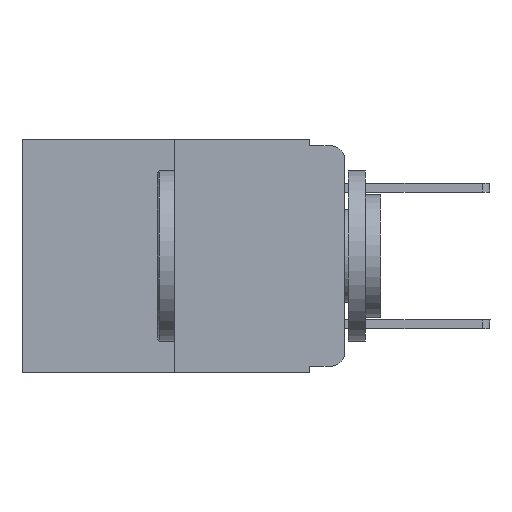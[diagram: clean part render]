
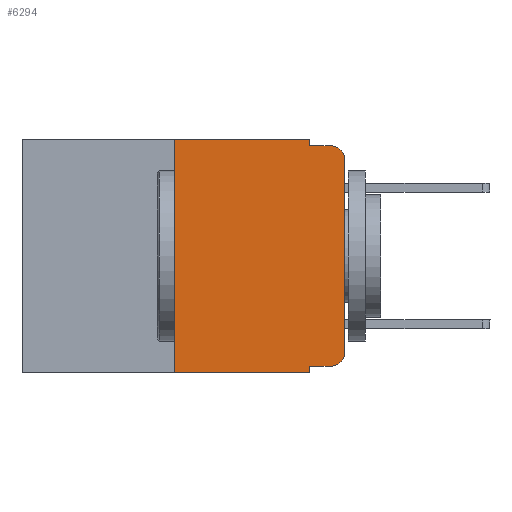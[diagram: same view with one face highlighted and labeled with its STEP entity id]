
A CAD part, left-side view. The second image highlights one B-rep face of the part: STEP entity #6294.
In plain terms, the highlighted planar face has unit normal (-1, 0, 0).
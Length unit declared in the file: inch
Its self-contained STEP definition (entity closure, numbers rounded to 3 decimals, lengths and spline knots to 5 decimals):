
#334 = CARTESIAN_POINT ( 'NONE',  ( 0., 0.02, -0.01 ) ) ;
#393 = LINE ( 'NONE', #7089, #3824 ) ;
#457 = DIRECTION ( 'NONE',  ( 0., -1., 0. ) ) ;
#618 = PLANE ( 'NONE',  #9514 ) ;
#721 = ORIENTED_EDGE ( 'NONE', *, *, #9407, .T. ) ;
#785 = ORIENTED_EDGE ( 'NONE', *, *, #2169, .T. ) ;
#831 = ORIENTED_EDGE ( 'NONE', *, *, #8962, .F. ) ;
#957 = VERTEX_POINT ( 'NONE', #6648 ) ;
#1038 = VERTEX_POINT ( 'NONE', #334 ) ;
#1225 = CIRCLE ( 'NONE', #9792, 0.02 ) ;
#1442 = LINE ( 'NONE', #7157, #3387 ) ;
#1746 = VERTEX_POINT ( 'NONE', #4872 ) ;
#1875 = EDGE_CURVE ( 'NONE', #3768, #4780, #10252, .T. ) ;
#1921 = VECTOR ( 'NONE', #4593, 39.37008 ) ;
#2169 = EDGE_CURVE ( 'NONE', #3768, #10410, #3384, .T. ) ;
#2190 = CARTESIAN_POINT ( 'NONE',  ( 0., 0.051, -0.01 ) ) ;
#2377 = VECTOR ( 'NONE', #2753, 39.37008 ) ;
#2473 = EDGE_LOOP ( 'NONE', ( #721, #2583, #7509, #3314, #831, #4896, #785, #5184, #2821, #6801 ) ) ;
#2583 = ORIENTED_EDGE ( 'NONE', *, *, #10384, .T. ) ;
#2753 = DIRECTION ( 'NONE',  ( 0., 0., 1. ) ) ;
#2821 = ORIENTED_EDGE ( 'NONE', *, *, #7388, .T. ) ;
#2841 = CARTESIAN_POINT ( 'NONE',  ( 0., 0.25, -0.343 ) ) ;
#2915 = DIRECTION ( 'NONE',  ( 0., 0., -1. ) ) ;
#2942 = CARTESIAN_POINT ( 'NONE',  ( 0., 0., -0.03 ) ) ;
#3215 = CIRCLE ( 'NONE', #7765, 0.02 ) ;
#3241 = LINE ( 'NONE', #5637, #8299 ) ;
#3291 = DIRECTION ( 'NONE',  ( 0., 0., 1. ) ) ;
#3314 = ORIENTED_EDGE ( 'NONE', *, *, #4628, .F. ) ;
#3346 = CARTESIAN_POINT ( 'NONE',  ( 0., 0.051, -0.343 ) ) ;
#3384 = LINE ( 'NONE', #10006, #7283 ) ;
#3387 = VECTOR ( 'NONE', #5557, 39.37008 ) ;
#3506 = DIRECTION ( 'NONE',  ( 0., 0., -1. ) ) ;
#3768 = VERTEX_POINT ( 'NONE', #2841 ) ;
#3824 = VECTOR ( 'NONE', #6260, 39.37008 ) ;
#4177 = VECTOR ( 'NONE', #457, 39.37008 ) ;
#4231 = CARTESIAN_POINT ( 'NONE',  ( 0., 0.02, -0.313 ) ) ;
#4354 = EDGE_CURVE ( 'NONE', #10530, #9277, #1225, .T. ) ;
#4593 = DIRECTION ( 'NONE',  ( 0., -1., 0. ) ) ;
#4628 = EDGE_CURVE ( 'NONE', #1746, #957, #10511, .T. ) ;
#4654 = FACE_OUTER_BOUND ( 'NONE', #2473, .T. ) ;
#4672 = EDGE_CURVE ( 'NONE', #957, #1038, #6308, .T. ) ;
#4780 = VERTEX_POINT ( 'NONE', #9087 ) ;
#4872 = CARTESIAN_POINT ( 'NONE',  ( 0., 0.051, 0. ) ) ;
#4896 = ORIENTED_EDGE ( 'NONE', *, *, #1875, .F. ) ;
#5184 = ORIENTED_EDGE ( 'NONE', *, *, #7495, .F. ) ;
#5557 = DIRECTION ( 'NONE',  ( 0., -1., 0. ) ) ;
#5637 = CARTESIAN_POINT ( 'NONE',  ( 0., 0., 0. ) ) ;
#5683 = VERTEX_POINT ( 'NONE', #6436 ) ;
#5711 = CARTESIAN_POINT ( 'NONE',  ( 0., 0.473, 0. ) ) ;
#6260 = DIRECTION ( 'NONE',  ( 0., 0., -1. ) ) ;
#6294 = ADVANCED_FACE ( 'NONE', ( #4654 ), #618, .F. ) ;
#6308 = LINE ( 'NONE', #2190, #1921 ) ;
#6362 = DIRECTION ( 'NONE',  ( 1., 0., 0. ) ) ;
#6436 = CARTESIAN_POINT ( 'NONE',  ( 0., 0.051, -0.333 ) ) ;
#6648 = CARTESIAN_POINT ( 'NONE',  ( 0., 0.051, -0.01 ) ) ;
#6767 = DIRECTION ( 'NONE',  ( -1., 0., 0. ) ) ;
#6801 = ORIENTED_EDGE ( 'NONE', *, *, #4354, .T. ) ;
#6936 = CARTESIAN_POINT ( 'NONE',  ( 0., 0., -0.313 ) ) ;
#6972 = CARTESIAN_POINT ( 'NONE',  ( 0., 0.25, 0. ) ) ;
#7089 = CARTESIAN_POINT ( 'NONE',  ( 0., 0.051, 0. ) ) ;
#7141 = CARTESIAN_POINT ( 'NONE',  ( 0., 0.051, 0. ) ) ;
#7157 = CARTESIAN_POINT ( 'NONE',  ( 0., 0.473, 0. ) ) ;
#7283 = VECTOR ( 'NONE', #9239, 39.37008 ) ;
#7388 = EDGE_CURVE ( 'NONE', #5683, #10530, #10412, .T. ) ;
#7420 = DIRECTION ( 'NONE',  ( 0., 0., -1. ) ) ;
#7495 = EDGE_CURVE ( 'NONE', #5683, #10410, #393, .T. ) ;
#7509 = ORIENTED_EDGE ( 'NONE', *, *, #4672, .F. ) ;
#7765 = AXIS2_PLACEMENT_3D ( 'NONE', #9201, #8331, #3506 ) ;
#7810 = CARTESIAN_POINT ( 'NONE',  ( 0., 0.051, -0.333 ) ) ;
#8299 = VECTOR ( 'NONE', #3291, 39.37008 ) ;
#8331 = DIRECTION ( 'NONE',  ( -1., 0., 0. ) ) ;
#8962 = EDGE_CURVE ( 'NONE', #4780, #1746, #1442, .T. ) ;
#9036 = DIRECTION ( 'NONE',  ( 0., 0., -1. ) ) ;
#9087 = CARTESIAN_POINT ( 'NONE',  ( 0., 0.25, 0. ) ) ;
#9201 = CARTESIAN_POINT ( 'NONE',  ( 0., 0.02, -0.03 ) ) ;
#9239 = DIRECTION ( 'NONE',  ( 0., -1., 0. ) ) ;
#9277 = VERTEX_POINT ( 'NONE', #6936 ) ;
#9407 = EDGE_CURVE ( 'NONE', #9277, #9715, #3241, .T. ) ;
#9464 = CARTESIAN_POINT ( 'NONE',  ( 0., 0.02, -0.333 ) ) ;
#9514 = AXIS2_PLACEMENT_3D ( 'NONE', #5711, #6362, #9036 ) ;
#9715 = VERTEX_POINT ( 'NONE', #2942 ) ;
#9792 = AXIS2_PLACEMENT_3D ( 'NONE', #4231, #6767, #7420 ) ;
#10006 = CARTESIAN_POINT ( 'NONE',  ( 0., 0.473, -0.343 ) ) ;
#10146 = VECTOR ( 'NONE', #2915, 39.37008 ) ;
#10252 = LINE ( 'NONE', #6972, #2377 ) ;
#10384 = EDGE_CURVE ( 'NONE', #9715, #1038, #3215, .T. ) ;
#10410 = VERTEX_POINT ( 'NONE', #3346 ) ;
#10412 = LINE ( 'NONE', #7810, #4177 ) ;
#10511 = LINE ( 'NONE', #7141, #10146 ) ;
#10530 = VERTEX_POINT ( 'NONE', #9464 ) ;
